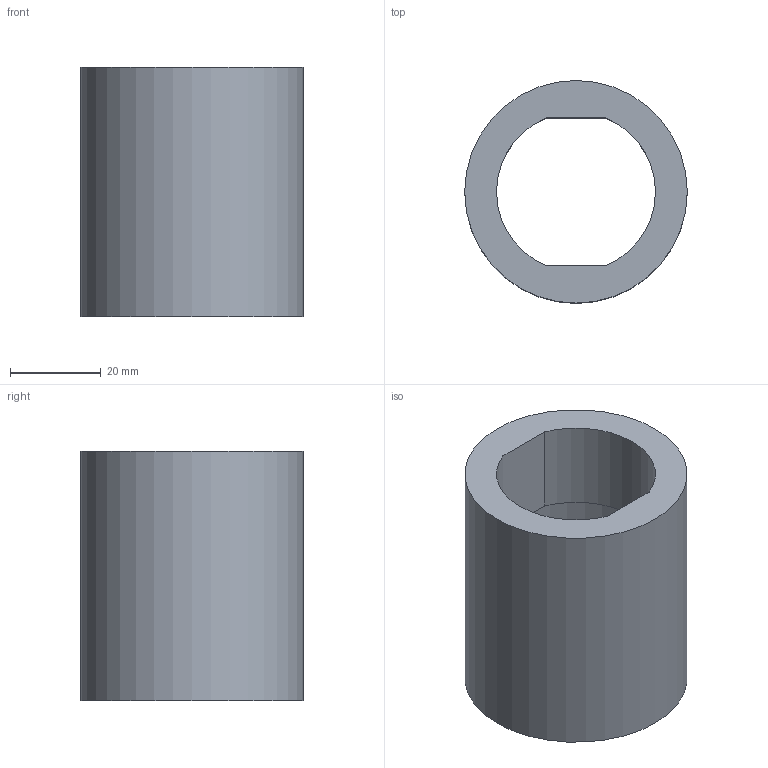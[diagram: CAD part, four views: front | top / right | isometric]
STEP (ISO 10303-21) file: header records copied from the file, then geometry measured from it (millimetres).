
FILE_DESCRIPTION(/* description */ (''),/* implementation_level */ '2;1');
FILE_NAME(/* name */ 'Nikon Labophot - Epifluorescence module adapter v3.step',/* time_stamp */ '2019-03-03T00:52:35+01:00',/* author */ ('emytass'),/* organization */ (''),/* preprocessor_version */ 'ST-DEVELOPER v17.2',/* originating_system */ 'Autodesk Translation Framework v7.6.0.251',/* authorisation */ '');
FILE_SCHEMA (('AUTOMOTIVE_DESIGN { 1 0 10303 214 3 1 1 }'));
Length unit declared in the file: millimetre
Products named in the file (1): Nikon Labophot - Epifluorescence module adapter
Bounding box: 49 x 49 x 55 mm (x, y, z)
Volume: 29244.6 mm3; surface area: 17491.9 mm2
Topology: 1 solids, 1 shells, 9 faces, 18 edges, 12 vertices
Faces by surface type: plane 5, cylinder 4
Full cylindrical faces by diameter (mm): 45 x1, 49 x1
Entity records: 284 total; most frequent: DIRECTION 46, CARTESIAN_POINT 40, ORIENTED_EDGE 36, EDGE_CURVE 18, AXIS2_PLACEMENT_3D 18, EDGE_LOOP 12, VERTEX_POINT 12, LINE 10
